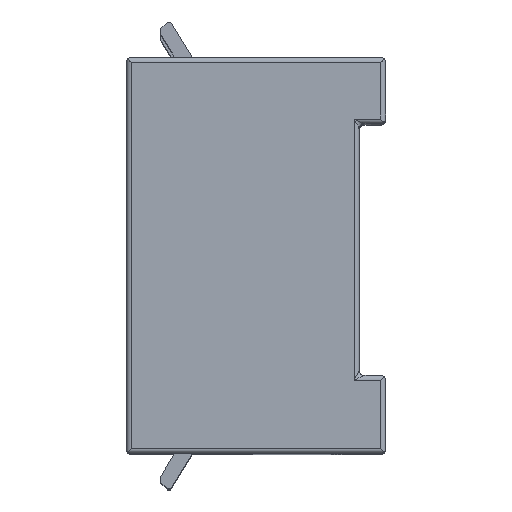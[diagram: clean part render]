
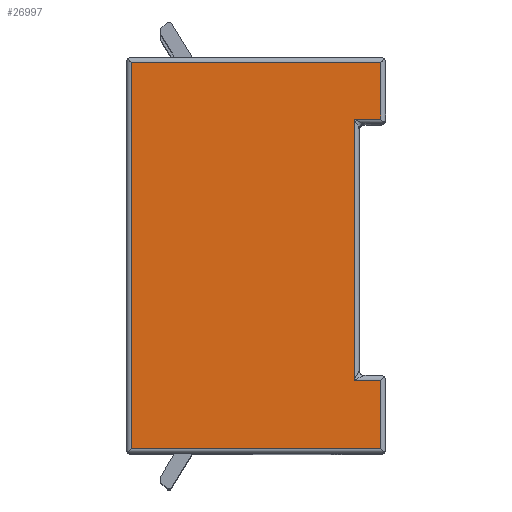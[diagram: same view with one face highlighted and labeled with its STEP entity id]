
A CAD part, top view. The second image highlights one B-rep face of the part: STEP entity #26997.
In plain terms, the highlighted planar face has unit normal (0, 0, 1).
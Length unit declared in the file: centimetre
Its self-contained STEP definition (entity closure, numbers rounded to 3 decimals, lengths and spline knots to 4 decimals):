
#12938 = CARTESIAN_POINT ( 'NONE',  ( -0.0381, -2.5679, 0. ) ) ;
#12939 = DIRECTION ( 'NONE',  ( 1., 0., 0. ) ) ;
#12940 = VECTOR ( 'NONE', #12939, 100. ) ;
#12941 = CARTESIAN_POINT ( 'NONE',  ( 0., -2.5679, 0. ) ) ;
#12942 = CARTESIAN_POINT ( 'NONE',  ( -0.2489, -2.5679, 0. ) ) ;
#12944 = LINE ( 'NONE', #12941, #12940 ) ;
#13042 = CARTESIAN_POINT ( 'NONE',  ( -0.2489, -0.4902, 0. ) ) ;
#13115 = CARTESIAN_POINT ( 'NONE',  ( -0.0381, -0.4902, 0. ) ) ;
#13116 = DIRECTION ( 'NONE',  ( 0., -1., 0. ) ) ;
#13117 = VECTOR ( 'NONE', #13116, 100. ) ;
#13118 = CARTESIAN_POINT ( 'NONE',  ( -0.0381, -1.5748, 0. ) ) ;
#13119 = LINE ( 'NONE', #13118, #13117 ) ;
#13120 = CARTESIAN_POINT ( 'NONE',  ( -0.0381, -0.0381, 0. ) ) ;
#13129 = CARTESIAN_POINT ( 'NONE',  ( -0.0381, -3.1115, 0. ) ) ;
#13130 = DIRECTION ( 'NONE',  ( 0., -1., 0. ) ) ;
#13131 = VECTOR ( 'NONE', #13130, 100. ) ;
#13132 = CARTESIAN_POINT ( 'NONE',  ( -0.0381, -1.5748, 0. ) ) ;
#13138 = LINE ( 'NONE', #13132, #13131 ) ;
#13154 = DIRECTION ( 'NONE',  ( -1., 0., 0. ) ) ;
#13155 = VECTOR ( 'NONE', #13154, 100. ) ;
#13156 = CARTESIAN_POINT ( 'NONE',  ( 0., -0.4902, 0. ) ) ;
#13157 = LINE ( 'NONE', #13156, #13155 ) ;
#14317 = CARTESIAN_POINT ( 'NONE',  ( -2.0244, -3.1115, 0. ) ) ;
#14318 = DIRECTION ( 'NONE',  ( -1., 0., 0. ) ) ;
#14319 = VECTOR ( 'NONE', #14318, 100. ) ;
#14320 = CARTESIAN_POINT ( 'NONE',  ( 0., -3.1115, 0. ) ) ;
#14321 = LINE ( 'NONE', #14320, #14319 ) ;
#14371 = DIRECTION ( 'NONE',  ( 0., -1., 0. ) ) ;
#14372 = DIRECTION ( 'NONE',  ( 0., 0., 1. ) ) ;
#14373 = CARTESIAN_POINT ( 'NONE',  ( 0., -1.5748, 0. ) ) ;
#14374 = AXIS2_PLACEMENT_3D ( 'NONE', #14373, #14372, #14371 ) ;
#14375 = PLANE ( 'NONE',  #14374 ) ;
#14376 = FACE_OUTER_BOUND ( 'NONE', #26949, .T. ) ;
#14570 = LINE ( 'NONE', #14592, #14591 ) ;
#14571 = CARTESIAN_POINT ( 'NONE',  ( -2.0244, -0.0381, 0. ) ) ;
#14590 = DIRECTION ( 'NONE',  ( 1., 0., 0. ) ) ;
#14591 = VECTOR ( 'NONE', #14590, 100. ) ;
#14592 = CARTESIAN_POINT ( 'NONE',  ( 0., -0.0381, 0. ) ) ;
#14725 = DIRECTION ( 'NONE',  ( 0., -1., 0. ) ) ;
#14726 = VECTOR ( 'NONE', #14725, 100. ) ;
#14778 = CARTESIAN_POINT ( 'NONE',  ( -0.2489, -1.5519, 0. ) ) ;
#14779 = LINE ( 'NONE', #14778, #14726 ) ;
#15011 = DIRECTION ( 'NONE',  ( 0., 1., 0. ) ) ;
#15012 = VECTOR ( 'NONE', #15011, 100. ) ;
#15013 = CARTESIAN_POINT ( 'NONE',  ( -2.0244, -1.5748, 0. ) ) ;
#15014 = LINE ( 'NONE', #15013, #15012 ) ;
#25162 = ORIENTED_EDGE ( 'NONE', *, *, #27117, .F. ) ;
#26379 = VERTEX_POINT ( 'NONE', #12942 ) ;
#26381 = EDGE_CURVE ( 'NONE', #26379, #26382, #12944, .T. ) ;
#26382 = VERTEX_POINT ( 'NONE', #12938 ) ;
#26431 = VERTEX_POINT ( 'NONE', #13042 ) ;
#26446 = VERTEX_POINT ( 'NONE', #13120 ) ;
#26448 = EDGE_CURVE ( 'NONE', #26446, #26449, #13119, .T. ) ;
#26449 = VERTEX_POINT ( 'NONE', #13115 ) ;
#26475 = EDGE_CURVE ( 'NONE', #26382, #26476, #13138, .T. ) ;
#26476 = VERTEX_POINT ( 'NONE', #13129 ) ;
#26490 = EDGE_CURVE ( 'NONE', #26449, #26431, #13157, .T. ) ;
#26874 = ORIENTED_EDGE ( 'NONE', *, *, #26475, .F. ) ;
#26876 = ORIENTED_EDGE ( 'NONE', *, *, #26381, .F. ) ;
#26949 = EDGE_LOOP ( 'NONE', ( #26950, #26874, #26876, #25162, #27131, #27104, #27146, #27203 ) ) ;
#26950 = ORIENTED_EDGE ( 'NONE', *, *, #26952, .F. ) ;
#26952 = EDGE_CURVE ( 'NONE', #26476, #26953, #14321, .T. ) ;
#26953 = VERTEX_POINT ( 'NONE', #14317 ) ;
#26997 = ADVANCED_FACE ( 'NONE', ( #14376 ), #14375, .T. ) ;
#27070 = VERTEX_POINT ( 'NONE', #14571 ) ;
#27074 = EDGE_CURVE ( 'NONE', #27070, #26446, #14570, .T. ) ;
#27104 = ORIENTED_EDGE ( 'NONE', *, *, #26448, .F. ) ;
#27117 = EDGE_CURVE ( 'NONE', #26431, #26379, #14779, .T. ) ;
#27131 = ORIENTED_EDGE ( 'NONE', *, *, #26490, .F. ) ;
#27146 = ORIENTED_EDGE ( 'NONE', *, *, #27074, .F. ) ;
#27203 = ORIENTED_EDGE ( 'NONE', *, *, #27204, .F. ) ;
#27204 = EDGE_CURVE ( 'NONE', #26953, #27070, #15014, .T. ) ;
